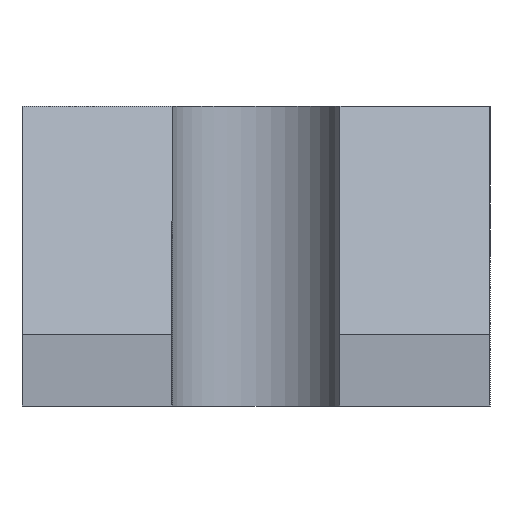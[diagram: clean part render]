
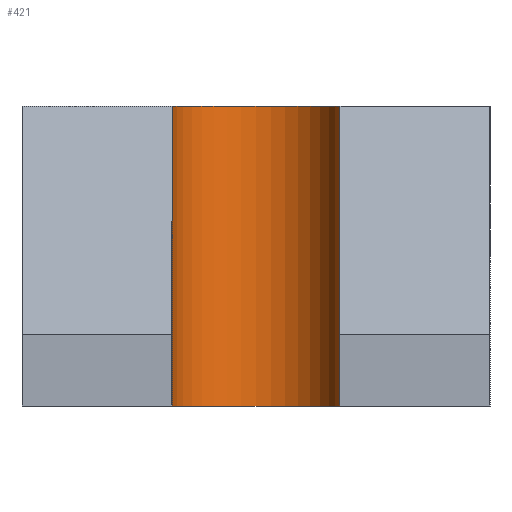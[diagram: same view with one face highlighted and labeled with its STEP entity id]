
A CAD part, left-side view. The second image highlights one B-rep face of the part: STEP entity #421.
In plain terms, the highlighted cylindrical face has radius 7 mm (diameter 14 mm), a partial arc.
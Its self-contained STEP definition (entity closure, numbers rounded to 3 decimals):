
#12 = CARTESIAN_POINT ( 'NONE',  ( 0., 7., 0. ) ) ;
#13 = EDGE_LOOP ( 'NONE', ( #376, #193, #356, #229 ) ) ;
#32 = EDGE_CURVE ( 'NONE', #128, #36, #137, .T. ) ;
#36 = VERTEX_POINT ( 'NONE', #207 ) ;
#64 = EDGE_CURVE ( 'NONE', #186, #36, #344, .T. ) ;
#75 = CARTESIAN_POINT ( 'NONE',  ( 0., -7., 25. ) ) ;
#77 = FACE_OUTER_BOUND ( 'NONE', #13, .T. ) ;
#82 = AXIS2_PLACEMENT_3D ( 'NONE', #152, #191, #406 ) ;
#83 = DIRECTION ( 'NONE',  ( 0., 0., -1. ) ) ;
#107 = CARTESIAN_POINT ( 'NONE',  ( 0., -7., 0. ) ) ;
#128 = VERTEX_POINT ( 'NONE', #75 ) ;
#137 = LINE ( 'NONE', #107, #250 ) ;
#145 = DIRECTION ( 'NONE',  ( 0., 1., 0. ) ) ;
#151 = VERTEX_POINT ( 'NONE', #400 ) ;
#152 = CARTESIAN_POINT ( 'NONE',  ( 0., 0., 0. ) ) ;
#158 = AXIS2_PLACEMENT_3D ( 'NONE', #222, #194, #145 ) ;
#161 = CARTESIAN_POINT ( 'NONE',  ( 0., 7., 0. ) ) ;
#170 = DIRECTION ( 'NONE',  ( 0., 1., 0. ) ) ;
#185 = AXIS2_PLACEMENT_3D ( 'NONE', #239, #83, #170 ) ;
#186 = VERTEX_POINT ( 'NONE', #12 ) ;
#189 = EDGE_CURVE ( 'NONE', #151, #128, #259, .T. ) ;
#191 = DIRECTION ( 'NONE',  ( 0., 0., 1. ) ) ;
#193 = ORIENTED_EDGE ( 'NONE', *, *, #32, .F. ) ;
#194 = DIRECTION ( 'NONE',  ( 0., 0., -1. ) ) ;
#207 = CARTESIAN_POINT ( 'NONE',  ( 0., -7., 0. ) ) ;
#222 = CARTESIAN_POINT ( 'NONE',  ( 0., 0., 0. ) ) ;
#229 = ORIENTED_EDGE ( 'NONE', *, *, #282, .F. ) ;
#233 = LINE ( 'NONE', #161, #313 ) ;
#239 = CARTESIAN_POINT ( 'NONE',  ( 0., 0., 25. ) ) ;
#250 = VECTOR ( 'NONE', #342, 1000. ) ;
#259 = CIRCLE ( 'NONE', #185, 7. ) ;
#282 = EDGE_CURVE ( 'NONE', #186, #151, #233, .T. ) ;
#294 = DIRECTION ( 'NONE',  ( 0., 0., 1. ) ) ;
#313 = VECTOR ( 'NONE', #294, 1000. ) ;
#342 = DIRECTION ( 'NONE',  ( 0., 0., -1. ) ) ;
#344 = CIRCLE ( 'NONE', #158, 7. ) ;
#356 = ORIENTED_EDGE ( 'NONE', *, *, #189, .F. ) ;
#376 = ORIENTED_EDGE ( 'NONE', *, *, #64, .T. ) ;
#400 = CARTESIAN_POINT ( 'NONE',  ( 0., 7., 25. ) ) ;
#401 = CYLINDRICAL_SURFACE ( 'NONE', #82, 7. ) ;
#406 = DIRECTION ( 'NONE',  ( 0., 1., 0. ) ) ;
#421 = ADVANCED_FACE ( 'NONE', ( #77 ), #401, .F. ) ;
